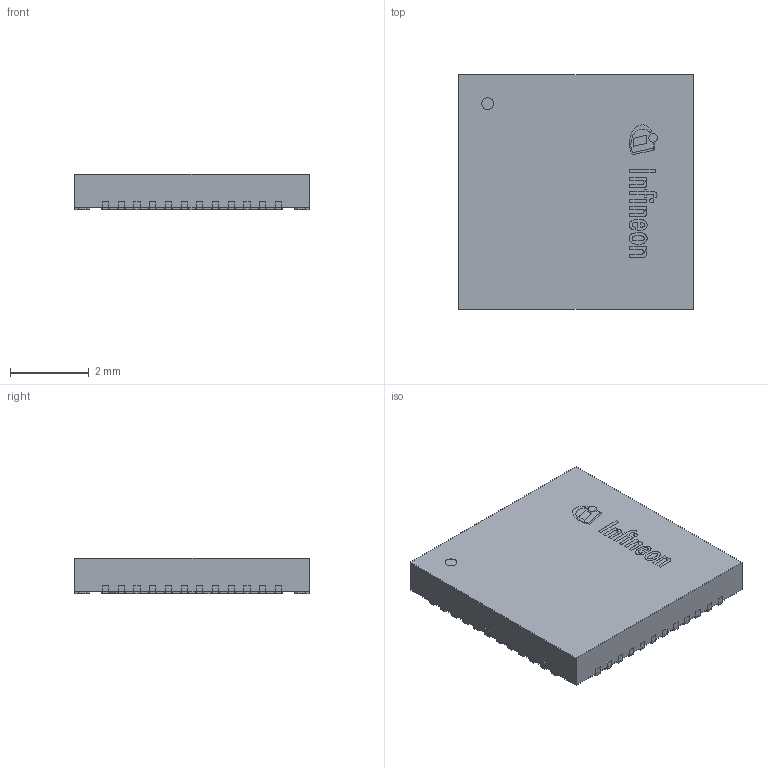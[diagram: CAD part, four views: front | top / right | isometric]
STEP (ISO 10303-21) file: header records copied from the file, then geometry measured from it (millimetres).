
FILE_DESCRIPTION(/* description */ (''),/* implementation_level */ '2;1');
FILE_NAME(/* name */ 'PG-VQFN-48-63_Z8B00198776_V01_3D.stp',/* time_stamp */ '2021-09-14T22:27:10+06:00',/* author */ ('janartha'),/* organization */ (''),/* preprocessor_version */ 'ST-DEVELOPER v16.13',/* originating_system */ 'AutoCAD Mechanical',/* authorisation */ '');
FILE_SCHEMA (('AUTOMOTIVE_DESIGN { 1 0 10303 214 3 1 1 }'));
Length unit declared in the file: millimetre
Products named in the file (1): Product
Bounding box: 6 x 6 x 0.9 mm (x, y, z)
Surface area: 156.8 mm2
Topology: 63 solids, 63 shells, 518 faces, 1174 edges, 783 vertices
Faces by surface type: plane 347, cylinder 153, bspline 18
Full cylindrical faces by diameter (mm): 0.107 x1, 0.219 x1, 0.3 x2
Entity records: 14640 total; most frequent: CARTESIAN_POINT 2840, DIRECTION 2441, ORIENTED_EDGE 2338, EDGE_CURVE 1169, LINE 827, VECTOR 827, AXIS2_PLACEMENT_3D 807, VERTEX_POINT 782
